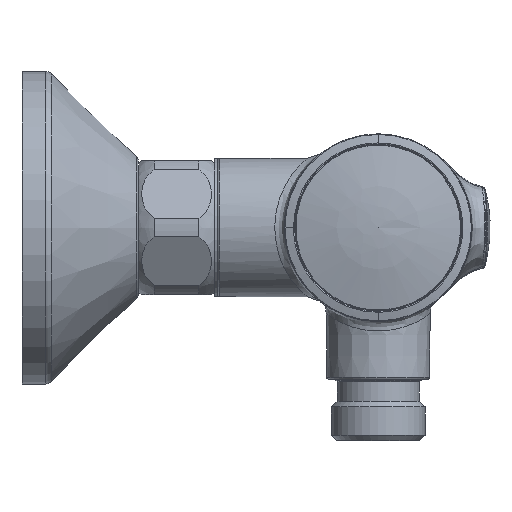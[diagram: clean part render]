
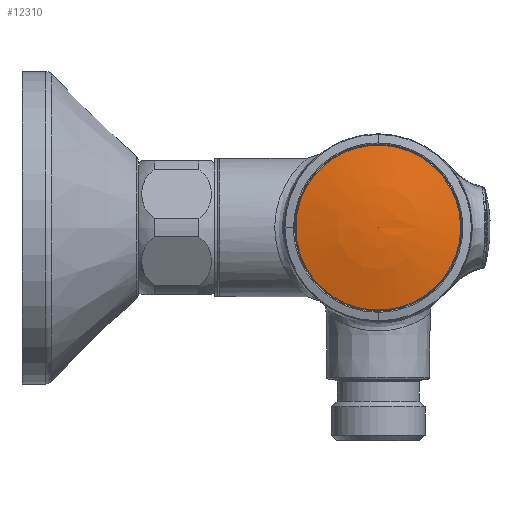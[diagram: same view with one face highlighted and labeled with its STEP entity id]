
A CAD part, front view. The second image highlights one B-rep face of the part: STEP entity #12310.
In plain terms, the highlighted free-form (B-spline) face has degree [3, 3] with [5, 19] control points.
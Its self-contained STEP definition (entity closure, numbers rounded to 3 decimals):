
#233=VERTEX_LOOP('',#7786);
#1566=CIRCLE('',#13459,18.449);
#2385=ORIENTED_EDGE('',*,*,#5434,.T.);
#2386=ORIENTED_EDGE('',*,*,#5428,.T.);
#5428=EDGE_CURVE('',#7777,#7781,#9572,.T.);
#5434=EDGE_CURVE('',#7781,#7777,#1566,.T.);
#7777=VERTEX_POINT('',#20036);
#7781=VERTEX_POINT('',#20062);
#7786=VERTEX_POINT('',#20204);
#9572=B_SPLINE_CURVE_WITH_KNOTS('',3,(#20063,#20064,#20065,#20066),
 .UNSPECIFIED.,.F.,.F.,(4,4),(0.,0.006),
 .UNSPECIFIED.);
#11043=EDGE_LOOP('',(#2385,#2386));
#11663=FACE_BOUND('',#11043,.T.);
#11664=FACE_BOUND('',#233,.T.);
#12132=B_SPLINE_SURFACE_WITH_KNOTS('',3,3,((#20109,#20110,#20111,#20112,
#20113,#20114,#20115,#20116,#20117,#20118,#20119,#20120,#20121,#20122,#20123,
#20124,#20125,#20126,#20127),(#20128,#20129,#20130,#20131,#20132,#20133,
#20134,#20135,#20136,#20137,#20138,#20139,#20140,#20141,#20142,#20143,#20144,
#20145,#20146),(#20147,#20148,#20149,#20150,#20151,#20152,#20153,#20154,
#20155,#20156,#20157,#20158,#20159,#20160,#20161,#20162,#20163,#20164,#20165),
(#20166,#20167,#20168,#20169,#20170,#20171,#20172,#20173,#20174,#20175,
#20176,#20177,#20178,#20179,#20180,#20181,#20182,#20183,#20184),(#20185,
#20186,#20187,#20188,#20189,#20190,#20191,#20192,#20193,#20194,#20195,#20196,
#20197,#20198,#20199,#20200,#20201,#20202,#20203)),.UNSPECIFIED.,.F.,.T.,
 .F.,(4,1,4),(1,1,1,1,1,1,1,1,1,1,1,1,1,1,1,1,1,1,1,1,1,1,1),(0.48,
0.74,1.),(-1.178,-0.785,-0.393,
0.,0.393,0.785,1.178,1.571,
1.963,2.356,2.749,3.142,3.534,
3.927,4.32,4.712,5.105,5.498,
5.89,6.283,6.676,7.069,7.461),
 .UNSPECIFIED.);
#12310=ADVANCED_FACE('',(#11663,#11664),#12132,.F.);
#13459=AXIS2_PLACEMENT_3D('',#20096,#14568,#14569);
#14568=DIRECTION('',(0.,-1.,0.));
#14569=DIRECTION('',(1.,0.,0.));
#20036=CARTESIAN_POINT('',(25.41,-112.017,2.95));
#20062=CARTESIAN_POINT('',(25.41,-112.017,-2.95));
#20063=CARTESIAN_POINT('',(25.41,-112.017,2.95));
#20064=CARTESIAN_POINT('',(25.327,-112.076,0.985));
#20065=CARTESIAN_POINT('',(25.327,-112.076,-0.985));
#20066=CARTESIAN_POINT('',(25.41,-112.017,-2.95));
#20096=CARTESIAN_POINT('',(43.622,-112.017,0.));
#20109=CARTESIAN_POINT('',(61.11,-112.017,-7.244));
#20110=CARTESIAN_POINT('',(62.551,-112.017,0.));
#20111=CARTESIAN_POINT('',(61.11,-112.017,7.244));
#20112=CARTESIAN_POINT('',(57.007,-112.017,13.385));
#20113=CARTESIAN_POINT('',(50.866,-112.017,17.488));
#20114=CARTESIAN_POINT('',(43.622,-112.017,18.929));
#20115=CARTESIAN_POINT('',(36.378,-112.017,17.488));
#20116=CARTESIAN_POINT('',(30.237,-112.017,13.385));
#20117=CARTESIAN_POINT('',(26.134,-112.017,7.244));
#20118=CARTESIAN_POINT('',(24.693,-112.017,0.));
#20119=CARTESIAN_POINT('',(26.134,-112.017,-7.244));
#20120=CARTESIAN_POINT('',(30.237,-112.017,-13.385));
#20121=CARTESIAN_POINT('',(36.378,-112.017,-17.488));
#20122=CARTESIAN_POINT('',(43.622,-112.017,-18.929));
#20123=CARTESIAN_POINT('',(50.866,-112.017,-17.488));
#20124=CARTESIAN_POINT('',(57.007,-112.017,-13.385));
#20125=CARTESIAN_POINT('',(61.11,-112.017,-7.244));
#20126=CARTESIAN_POINT('',(62.551,-112.017,0.));
#20127=CARTESIAN_POINT('',(61.11,-112.017,7.244));
#20128=CARTESIAN_POINT('',(58.27,-112.774,-6.067));
#20129=CARTESIAN_POINT('',(59.476,-112.774,0.));
#20130=CARTESIAN_POINT('',(58.27,-112.774,6.067));
#20131=CARTESIAN_POINT('',(54.833,-112.774,11.211));
#20132=CARTESIAN_POINT('',(49.689,-112.774,14.648));
#20133=CARTESIAN_POINT('',(43.622,-112.774,15.855));
#20134=CARTESIAN_POINT('',(37.555,-112.774,14.648));
#20135=CARTESIAN_POINT('',(32.411,-112.774,11.211));
#20136=CARTESIAN_POINT('',(28.974,-112.774,6.067));
#20137=CARTESIAN_POINT('',(27.767,-112.774,0.));
#20138=CARTESIAN_POINT('',(28.974,-112.774,-6.067));
#20139=CARTESIAN_POINT('',(32.411,-112.774,-11.211));
#20140=CARTESIAN_POINT('',(37.555,-112.774,-14.648));
#20141=CARTESIAN_POINT('',(43.622,-112.774,-15.855));
#20142=CARTESIAN_POINT('',(49.689,-112.774,-14.648));
#20143=CARTESIAN_POINT('',(54.833,-112.774,-11.211));
#20144=CARTESIAN_POINT('',(58.27,-112.774,-6.067));
#20145=CARTESIAN_POINT('',(59.476,-112.774,0.));
#20146=CARTESIAN_POINT('',(58.27,-112.774,6.067));
#20147=CARTESIAN_POINT('',(52.529,-114.021,-3.689));
#20148=CARTESIAN_POINT('',(53.263,-114.021,0.));
#20149=CARTESIAN_POINT('',(52.529,-114.021,3.689));
#20150=CARTESIAN_POINT('',(50.439,-114.021,6.817));
#20151=CARTESIAN_POINT('',(47.311,-114.021,8.907));
#20152=CARTESIAN_POINT('',(43.622,-114.021,9.641));
#20153=CARTESIAN_POINT('',(39.933,-114.021,8.907));
#20154=CARTESIAN_POINT('',(36.805,-114.021,6.817));
#20155=CARTESIAN_POINT('',(34.715,-114.021,3.689));
#20156=CARTESIAN_POINT('',(33.981,-114.021,0.));
#20157=CARTESIAN_POINT('',(34.715,-114.021,-3.689));
#20158=CARTESIAN_POINT('',(36.805,-114.021,-6.817));
#20159=CARTESIAN_POINT('',(39.933,-114.021,-8.907));
#20160=CARTESIAN_POINT('',(43.622,-114.021,-9.641));
#20161=CARTESIAN_POINT('',(47.311,-114.021,-8.907));
#20162=CARTESIAN_POINT('',(50.439,-114.021,-6.817));
#20163=CARTESIAN_POINT('',(52.529,-114.021,-3.689));
#20164=CARTESIAN_POINT('',(53.263,-114.021,0.));
#20165=CARTESIAN_POINT('',(52.529,-114.021,3.689));
#20166=CARTESIAN_POINT('',(46.635,-114.494,-1.248));
#20167=CARTESIAN_POINT('',(46.883,-114.494,0.));
#20168=CARTESIAN_POINT('',(46.635,-114.494,1.248));
#20169=CARTESIAN_POINT('',(45.928,-114.494,2.306));
#20170=CARTESIAN_POINT('',(44.87,-114.494,3.013));
#20171=CARTESIAN_POINT('',(43.622,-114.494,3.261));
#20172=CARTESIAN_POINT('',(42.374,-114.494,3.013));
#20173=CARTESIAN_POINT('',(41.316,-114.494,2.306));
#20174=CARTESIAN_POINT('',(40.609,-114.494,1.248));
#20175=CARTESIAN_POINT('',(40.361,-114.494,0.));
#20176=CARTESIAN_POINT('',(40.609,-114.494,-1.248));
#20177=CARTESIAN_POINT('',(41.316,-114.494,-2.306));
#20178=CARTESIAN_POINT('',(42.374,-114.494,-3.013));
#20179=CARTESIAN_POINT('',(43.622,-114.494,-3.261));
#20180=CARTESIAN_POINT('',(44.87,-114.494,-3.013));
#20181=CARTESIAN_POINT('',(45.928,-114.494,-2.306));
#20182=CARTESIAN_POINT('',(46.635,-114.494,-1.248));
#20183=CARTESIAN_POINT('',(46.883,-114.494,0.));
#20184=CARTESIAN_POINT('',(46.635,-114.494,1.248));
#20185=CARTESIAN_POINT('',(43.622,-114.493,0.));
#20186=CARTESIAN_POINT('',(43.622,-114.493,0.));
#20187=CARTESIAN_POINT('',(43.622,-114.493,0.));
#20188=CARTESIAN_POINT('',(43.622,-114.493,0.));
#20189=CARTESIAN_POINT('',(43.622,-114.493,0.));
#20190=CARTESIAN_POINT('',(43.622,-114.493,0.));
#20191=CARTESIAN_POINT('',(43.622,-114.493,0.));
#20192=CARTESIAN_POINT('',(43.622,-114.493,0.));
#20193=CARTESIAN_POINT('',(43.622,-114.493,0.));
#20194=CARTESIAN_POINT('',(43.622,-114.493,0.));
#20195=CARTESIAN_POINT('',(43.622,-114.493,0.));
#20196=CARTESIAN_POINT('',(43.622,-114.493,0.));
#20197=CARTESIAN_POINT('',(43.622,-114.493,0.));
#20198=CARTESIAN_POINT('',(43.622,-114.493,0.));
#20199=CARTESIAN_POINT('',(43.622,-114.493,0.));
#20200=CARTESIAN_POINT('',(43.622,-114.493,0.));
#20201=CARTESIAN_POINT('',(43.622,-114.493,0.));
#20202=CARTESIAN_POINT('',(43.622,-114.493,0.));
#20203=CARTESIAN_POINT('',(43.622,-114.493,0.));
#20204=CARTESIAN_POINT('',(43.622,-114.493,0.));
